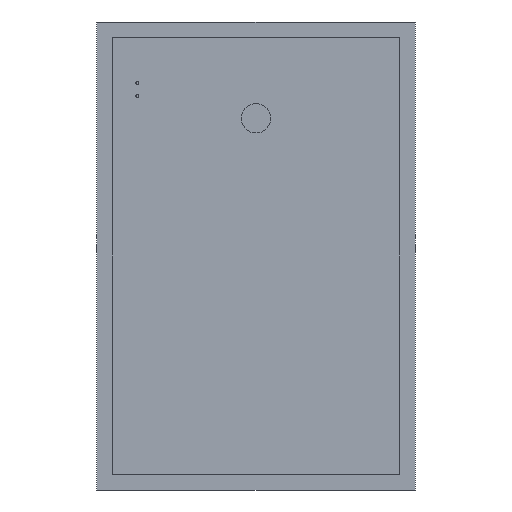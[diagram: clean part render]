
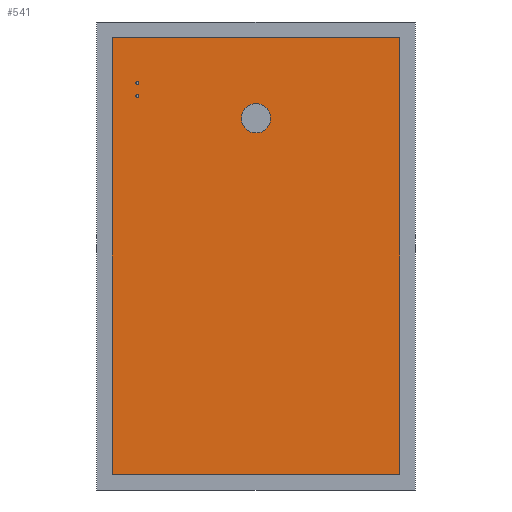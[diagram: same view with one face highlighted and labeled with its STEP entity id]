
A CAD part, front view. The second image highlights one B-rep face of the part: STEP entity #541.
In plain terms, the highlighted planar face has unit normal (0, -1, 0).
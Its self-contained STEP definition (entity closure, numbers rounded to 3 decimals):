
#17=CIRCLE('',#568,20.);
#18=CIRCLE('',#569,20.);
#21=CIRCLE('',#574,2.);
#22=CIRCLE('',#575,2.);
#25=CIRCLE('',#580,2.);
#26=CIRCLE('',#581,2.);
#33=FACE_BOUND('',#101,.T.);
#34=FACE_BOUND('',#102,.T.);
#35=FACE_BOUND('',#103,.T.);
#66=FACE_OUTER_BOUND('',#100,.T.);
#100=EDGE_LOOP('',(#473,#474,#475,#476));
#101=EDGE_LOOP('',(#477,#478));
#102=EDGE_LOOP('',(#479,#480));
#103=EDGE_LOOP('',(#481,#482));
#155=LINE('',#889,#214);
#158=LINE('',#894,#217);
#160=LINE('',#898,#219);
#162=LINE('',#901,#221);
#214=VECTOR('',#736,10.);
#217=VECTOR('',#741,10.);
#219=VECTOR('',#745,10.);
#221=VECTOR('',#749,10.);
#235=VERTEX_POINT('',#785);
#236=VERTEX_POINT('',#787);
#239=VERTEX_POINT('',#796);
#240=VERTEX_POINT('',#798);
#243=VERTEX_POINT('',#807);
#244=VERTEX_POINT('',#809);
#266=VERTEX_POINT('',#887);
#267=VERTEX_POINT('',#888);
#268=VERTEX_POINT('',#893);
#269=VERTEX_POINT('',#897);
#286=EDGE_CURVE('',#236,#235,#17,.T.);
#287=EDGE_CURVE('',#235,#236,#18,.T.);
#291=EDGE_CURVE('',#240,#239,#21,.T.);
#292=EDGE_CURVE('',#239,#240,#22,.T.);
#296=EDGE_CURVE('',#244,#243,#25,.T.);
#297=EDGE_CURVE('',#243,#244,#26,.T.);
#333=EDGE_CURVE('',#266,#267,#155,.T.);
#336=EDGE_CURVE('',#268,#266,#158,.T.);
#338=EDGE_CURVE('',#269,#268,#160,.T.);
#340=EDGE_CURVE('',#267,#269,#162,.T.);
#473=ORIENTED_EDGE('',*,*,#340,.F.);
#474=ORIENTED_EDGE('',*,*,#333,.F.);
#475=ORIENTED_EDGE('',*,*,#336,.F.);
#476=ORIENTED_EDGE('',*,*,#338,.F.);
#477=ORIENTED_EDGE('',*,*,#286,.T.);
#478=ORIENTED_EDGE('',*,*,#287,.T.);
#479=ORIENTED_EDGE('',*,*,#291,.T.);
#480=ORIENTED_EDGE('',*,*,#292,.T.);
#481=ORIENTED_EDGE('',*,*,#296,.T.);
#482=ORIENTED_EDGE('',*,*,#297,.T.);
#510=PLANE('',#604);
#541=ADVANCED_FACE('',(#66,#33,#34,#35),#510,.F.);
#568=AXIS2_PLACEMENT_3D('',#788,#633,#634);
#569=AXIS2_PLACEMENT_3D('',#789,#635,#636);
#574=AXIS2_PLACEMENT_3D('',#799,#646,#647);
#575=AXIS2_PLACEMENT_3D('',#800,#648,#649);
#580=AXIS2_PLACEMENT_3D('',#810,#659,#660);
#581=AXIS2_PLACEMENT_3D('',#811,#661,#662);
#604=AXIS2_PLACEMENT_3D('',#902,#750,#751);
#633=DIRECTION('center_axis',(0.,1.,0.));
#634=DIRECTION('ref_axis',(1.,0.,0.));
#635=DIRECTION('center_axis',(0.,1.,0.));
#636=DIRECTION('ref_axis',(1.,0.,0.));
#646=DIRECTION('center_axis',(0.,1.,0.));
#647=DIRECTION('ref_axis',(1.,0.,0.));
#648=DIRECTION('center_axis',(0.,1.,0.));
#649=DIRECTION('ref_axis',(1.,0.,0.));
#659=DIRECTION('center_axis',(0.,1.,0.));
#660=DIRECTION('ref_axis',(1.,0.,0.));
#661=DIRECTION('center_axis',(0.,1.,0.));
#662=DIRECTION('ref_axis',(1.,0.,0.));
#736=DIRECTION('',(-1.,0.,0.));
#741=DIRECTION('',(0.,0.,-1.));
#745=DIRECTION('',(1.,0.,0.));
#749=DIRECTION('',(0.,0.,1.));
#750=DIRECTION('center_axis',(0.,1.,0.));
#751=DIRECTION('ref_axis',(0.,0.,1.));
#785=CARTESIAN_POINT('',(-20.,0.,188.));
#787=CARTESIAN_POINT('',(20.,0.,188.));
#788=CARTESIAN_POINT('Origin',(0.,0.,188.));
#789=CARTESIAN_POINT('Origin',(0.,0.,188.));
#796=CARTESIAN_POINT('',(-164.,0.,236.5));
#798=CARTESIAN_POINT('',(-160.,0.,236.5));
#799=CARTESIAN_POINT('Origin',(-162.,0.,236.5));
#800=CARTESIAN_POINT('Origin',(-162.,0.,236.5));
#807=CARTESIAN_POINT('',(-164.,0.,218.5));
#809=CARTESIAN_POINT('',(-160.,0.,218.5));
#810=CARTESIAN_POINT('Origin',(-162.,0.,218.5));
#811=CARTESIAN_POINT('Origin',(-162.,0.,218.5));
#887=CARTESIAN_POINT('',(196.,0.,-298.));
#888=CARTESIAN_POINT('',(-196.,0.,-298.));
#889=CARTESIAN_POINT('',(196.,0.,-298.));
#893=CARTESIAN_POINT('',(196.,0.,298.));
#894=CARTESIAN_POINT('',(196.,0.,298.));
#897=CARTESIAN_POINT('',(-196.,0.,298.));
#898=CARTESIAN_POINT('',(-196.,0.,298.));
#901=CARTESIAN_POINT('',(-196.,0.,-298.));
#902=CARTESIAN_POINT('Origin',(0.,0.,0.));
